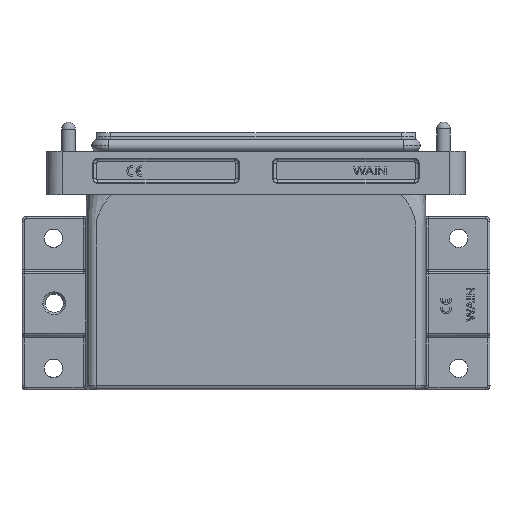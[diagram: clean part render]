
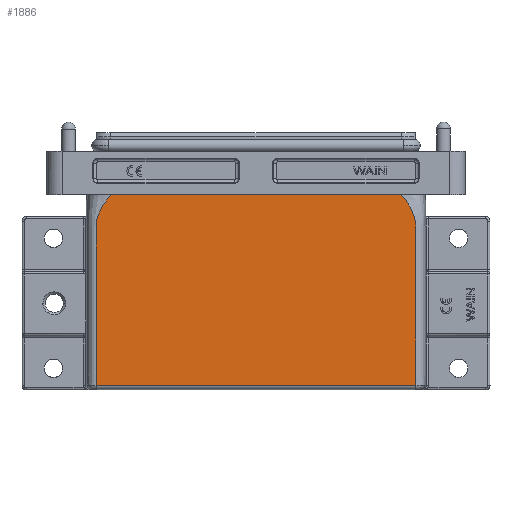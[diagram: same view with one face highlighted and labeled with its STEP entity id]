
A CAD part, top view. The second image highlights one B-rep face of the part: STEP entity #1886.
In plain terms, the highlighted planar face has unit normal (0, 0, 1).
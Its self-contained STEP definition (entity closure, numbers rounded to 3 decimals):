
#739=FACE_OUTER_BOUND('',#6812,.T.);
#1886=ADVANCED_FACE('NONE',(#739),#2937,.T.);
#2937=PLANE('',#19364);
#4047=LINE('',#30307,#5352);
#4048=LINE('',#30308,#5353);
#5352=VECTOR('',#21225,1.);
#5353=VECTOR('',#21226,1.);
#6812=EDGE_LOOP('',(#8619,#8620,#8621,#8622,#8623));
#8619=ORIENTED_EDGE('',*,*,#15966,.T.);
#8620=ORIENTED_EDGE('',*,*,#15968,.T.);
#8621=ORIENTED_EDGE('',*,*,#15961,.T.);
#8622=ORIENTED_EDGE('',*,*,#15969,.T.);
#8623=ORIENTED_EDGE('',*,*,#15970,.F.);
#14044=VERTEX_POINT('',#29891);
#14045=VERTEX_POINT('',#29892);
#14047=VERTEX_POINT('',#30090);
#14048=VERTEX_POINT('',#30126);
#14049=VERTEX_POINT('',#30309);
#15961=EDGE_CURVE('NONE',#14044,#14045,#18402,.T.);
#15966=EDGE_CURVE('NONE',#14048,#14047,#18405,.T.);
#15968=EDGE_CURVE('NONE',#14047,#14044,#4047,.T.);
#15969=EDGE_CURVE('NONE',#14045,#14049,#4048,.T.);
#15970=EDGE_CURVE('NONE',#14048,#14049,#18407,.T.);
#18402=B_SPLINE_CURVE_WITH_KNOTS('',3,(#29852,#29853,#29854,#29855,#29856,
#29857,#29858,#29859,#29860,#29861,#29862,#29863,#29864,#29865,#29866,#29867,
#29868,#29869,#29870,#29871,#29872,#29873,#29874,#29875,#29876,#29877,#29878,
#29879,#29880,#29881,#29882,#29883,#29884,#29885,#29886,#29887,#29888,#29889,
#29890),.UNSPECIFIED.,.F.,.F.,(4,1,1,1,1,1,1,1,1,2,2,1,1,1,1,1,2,2,1,2,
2,2,2,1,2,2,4),(0.,0.25,0.375,0.437,
0.469,0.484,0.492,0.496,
0.498,0.499,0.5,0.562,
0.594,0.609,0.617,0.621,
0.623,0.625,0.633,0.637,
0.641,0.656,0.687,0.719,
0.734,0.75,1.),.UNSPECIFIED.);
#18405=B_SPLINE_CURVE_WITH_KNOTS('',3,(#30091,#30092,#30093,#30094,#30095,
#30096,#30097,#30098,#30099,#30100,#30101,#30102,#30103,#30104,#30105,#30106,
#30107,#30108,#30109,#30110,#30111,#30112,#30113,#30114,#30115,#30116,#30117,
#30118,#30119,#30120,#30121,#30122,#30123,#30124,#30125),.UNSPECIFIED.,
 .F.,.F.,(4,1,1,1,2,2,2,1,2,2,1,1,1,2,2,1,1,1,1,1,1,2,2,4),(0.,0.125,
0.188,0.219,0.234,0.25,
0.313,0.328,0.336,0.344,
0.359,0.367,0.371,0.373,
0.375,0.438,0.469,0.484,
0.492,0.496,0.498,0.499,
0.5,1.),.UNSPECIFIED.);
#18407=B_SPLINE_CURVE_WITH_KNOTS('',3,(#30310,#30311,#30312,#30313),
 .UNSPECIFIED.,.F.,.F.,(4,4),(0.,1.),.UNSPECIFIED.);
#19364=AXIS2_PLACEMENT_3D('',#30314,#21227,#21228);
#21225=DIRECTION('',(1.,0.,0.));
#21226=DIRECTION('',(-1.,0.,0.));
#21227=DIRECTION('',(0.,0.,1.));
#21228=DIRECTION('',(1.,0.,0.));
#29852=CARTESIAN_POINT('',(73.837,2.,29.));
#29853=CARTESIAN_POINT('',(73.837,12.094,29.));
#29854=CARTESIAN_POINT('',(73.837,27.829,29.));
#29855=CARTESIAN_POINT('',(73.837,47.225,29.));
#29856=CARTESIAN_POINT('',(73.837,57.182,29.));
#29857=CARTESIAN_POINT('',(73.837,62.226,29.));
#29858=CARTESIAN_POINT('',(73.837,64.764,29.));
#29859=CARTESIAN_POINT('',(73.837,66.037,29.));
#29860=CARTESIAN_POINT('',(73.837,66.675,29.));
#29861=CARTESIAN_POINT('',(73.837,66.994,29.));
#29862=CARTESIAN_POINT('',(73.837,67.131,29.));
#29863=CARTESIAN_POINT('',(73.837,67.222,29.));
#29864=CARTESIAN_POINT('',(73.837,67.297,29.));
#29865=CARTESIAN_POINT('',(73.837,68.362,29.));
#29866=CARTESIAN_POINT('',(73.837,69.935,29.));
#29867=CARTESIAN_POINT('',(73.836,71.771,29.));
#29868=CARTESIAN_POINT('',(73.836,72.689,29.));
#29869=CARTESIAN_POINT('',(73.836,73.148,29.));
#29870=CARTESIAN_POINT('',(73.836,73.377,29.));
#29871=CARTESIAN_POINT('',(73.836,73.476,29.));
#29872=CARTESIAN_POINT('',(73.836,73.541,29.));
#29873=CARTESIAN_POINT('',(73.836,73.606,29.));
#29874=CARTESIAN_POINT('',(73.836,73.61,29.));
#29875=CARTESIAN_POINT('',(73.837,73.692,29.));
#29876=CARTESIAN_POINT('',(73.837,73.888,29.));
#29877=CARTESIAN_POINT('',(73.837,74.045,29.));
#29878=CARTESIAN_POINT('',(73.838,74.178,29.));
#29879=CARTESIAN_POINT('',(73.838,74.484,29.));
#29880=CARTESIAN_POINT('',(73.838,74.639,29.));
#29881=CARTESIAN_POINT('',(73.831,75.232,29.));
#29882=CARTESIAN_POINT('',(73.819,75.56,29.));
#29883=CARTESIAN_POINT('',(73.759,76.367,29.));
#29884=CARTESIAN_POINT('',(73.692,76.973,29.));
#29885=CARTESIAN_POINT('',(73.592,77.58,29.));
#29886=CARTESIAN_POINT('',(73.518,77.985,29.));
#29887=CARTESIAN_POINT('',(73.486,78.149,29.));
#29888=CARTESIAN_POINT('',(72.586,82.26,29.));
#29889=CARTESIAN_POINT('',(70.408,86.13,29.));
#29890=CARTESIAN_POINT('',(66.897,90.,29.));
#29891=CARTESIAN_POINT('',(73.837,2.,29.));
#29892=CARTESIAN_POINT('',(66.897,90.,29.));
#30090=CARTESIAN_POINT('',(-73.837,2.,29.));
#30091=CARTESIAN_POINT('',(-66.897,90.,29.));
#30092=CARTESIAN_POINT('',(-68.645,88.074,29.));
#30093=CARTESIAN_POINT('',(-70.771,85.184,29.));
#30094=CARTESIAN_POINT('',(-72.385,81.813,29.));
#30095=CARTESIAN_POINT('',(-72.976,80.128,29.));
#30096=CARTESIAN_POINT('',(-73.182,79.405,29.));
#30097=CARTESIAN_POINT('',(-73.31,78.924,29.));
#30098=CARTESIAN_POINT('',(-73.377,78.643,29.));
#30099=CARTESIAN_POINT('',(-73.6,77.639,29.));
#30100=CARTESIAN_POINT('',(-73.732,76.71,29.));
#30101=CARTESIAN_POINT('',(-73.799,75.851,29.));
#30102=CARTESIAN_POINT('',(-73.815,75.581,29.));
#30103=CARTESIAN_POINT('',(-73.825,75.29,29.));
#30104=CARTESIAN_POINT('',(-73.831,75.092,29.));
#30105=CARTESIAN_POINT('',(-73.833,74.945,29.));
#30106=CARTESIAN_POINT('',(-73.836,74.775,29.));
#30107=CARTESIAN_POINT('',(-73.837,74.536,29.));
#30108=CARTESIAN_POINT('',(-73.838,74.136,29.));
#30109=CARTESIAN_POINT('',(-73.837,73.905,29.));
#30110=CARTESIAN_POINT('',(-73.837,73.8,29.));
#30111=CARTESIAN_POINT('',(-73.837,73.728,29.));
#30112=CARTESIAN_POINT('',(-73.837,73.657,29.));
#30113=CARTESIAN_POINT('',(-73.837,73.583,29.));
#30114=CARTESIAN_POINT('',(-73.837,72.74,29.));
#30115=CARTESIAN_POINT('',(-73.837,70.468,29.));
#30116=CARTESIAN_POINT('',(-73.837,69.01,29.));
#30117=CARTESIAN_POINT('',(-73.837,68.201,29.));
#30118=CARTESIAN_POINT('',(-73.837,67.776,29.));
#30119=CARTESIAN_POINT('',(-73.837,67.559,29.));
#30120=CARTESIAN_POINT('',(-73.837,67.464,29.));
#30121=CARTESIAN_POINT('',(-73.837,67.401,29.));
#30122=CARTESIAN_POINT('',(-73.837,67.339,29.));
#30123=CARTESIAN_POINT('',(-73.837,66.586,29.));
#30124=CARTESIAN_POINT('',(-73.837,44.806,29.));
#30125=CARTESIAN_POINT('',(-73.837,2.,29.));
#30126=CARTESIAN_POINT('',(-66.897,90.,29.));
#30307=CARTESIAN_POINT('',(-78.5,2.,29.));
#30308=CARTESIAN_POINT('',(-78.5,90.,29.));
#30309=CARTESIAN_POINT('',(-65.,90.,29.));
#30310=CARTESIAN_POINT('',(-66.897,90.,29.));
#30311=CARTESIAN_POINT('',(-66.265,90.,29.));
#30312=CARTESIAN_POINT('',(-65.632,90.,29.));
#30313=CARTESIAN_POINT('',(-65.,90.,29.));
#30314=CARTESIAN_POINT('',(-78.5,0.,29.));
